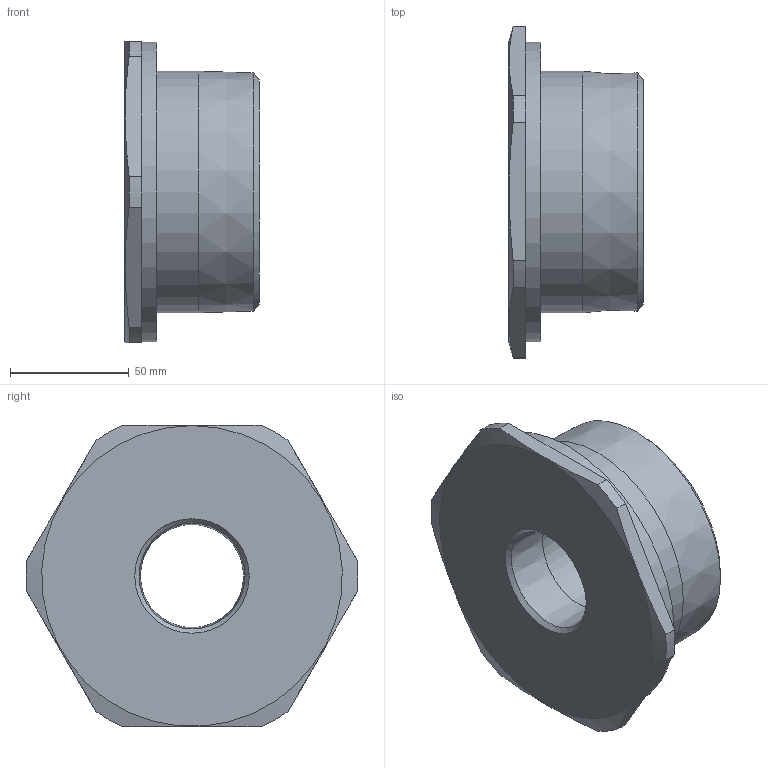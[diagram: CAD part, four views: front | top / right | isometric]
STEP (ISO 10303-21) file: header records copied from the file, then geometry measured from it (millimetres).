
FILE_DESCRIPTION (( 'STEP AP203' ), '1' );
FILE_NAME ('737DRT8T5.STEP', '2023-06-02T11:55:13', ( '' ), ( '' ), 'SwSTEP 2.0', 'SolidWorks 2021', '' );
FILE_SCHEMA (( 'CONFIG_CONTROL_DESIGN' ));
Length unit declared in the file: millimetre
Products named in the file (1): 737DRT8T5
Bounding box: 56.4 x 139.63 x 127 mm (x, y, z)
Volume: 432762.2 mm3; surface area: 51737.2 mm2
Topology: 1 solids, 1 shells, 31 faces, 73 edges, 48 vertices
Faces by surface type: plane 12, cylinder 10, cone 7, torus 2
Full cylindrical faces by diameter (mm): 43.429 x1, 101.6 x1, 110.6 x1, 126 x1
Entity records: 901 total; most frequent: CARTESIAN_POINT 178, DIRECTION 142, ORIENTED_EDGE 108, AXIS2_PLACEMENT_3D 62, EDGE_CURVE 54, EDGE_LOOP 50, VERTEX_POINT 42, FACE_OUTER_BOUND 37
